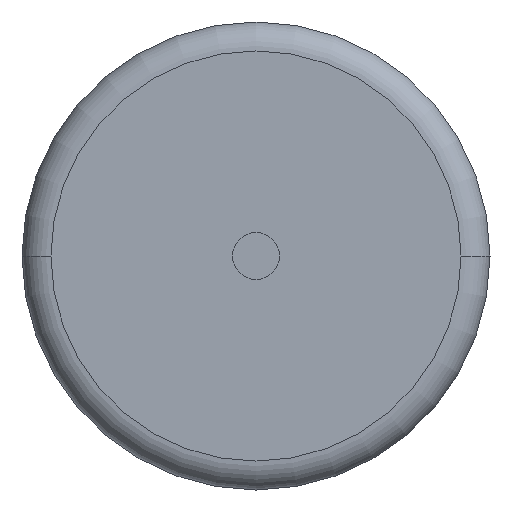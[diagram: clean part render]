
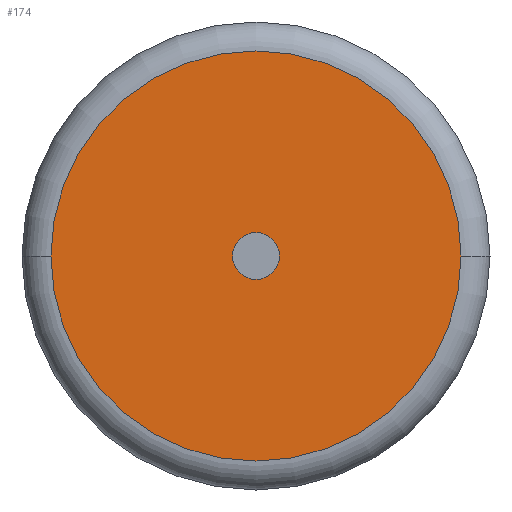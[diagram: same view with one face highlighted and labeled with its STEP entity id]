
A CAD part, left-side view. The second image highlights one B-rep face of the part: STEP entity #174.
In plain terms, the highlighted planar face has unit normal (-1, 0, 0).
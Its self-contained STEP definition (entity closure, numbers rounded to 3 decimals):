
#1=CARTESIAN_POINT('',(0.,0.,0.));
#2=DIRECTION('',(-1.,0.,0.));
#3=DIRECTION('',(0.,0.,1.));
#4=AXIS2_PLACEMENT_3D('',#1,#2,#3);
#6=CARTESIAN_POINT('',(0.,0.,0.));
#7=DIRECTION('',(-1.,0.,0.));
#8=DIRECTION('',(0.,0.,-1.));
#9=AXIS2_PLACEMENT_3D('',#6,#7,#8);
#11=CARTESIAN_POINT('',(0.,0.,0.));
#12=DIRECTION('',(-1.,0.,0.));
#13=DIRECTION('',(0.,1.,0.));
#14=AXIS2_PLACEMENT_3D('',#11,#12,#13);
#16=CARTESIAN_POINT('',(0.,0.,0.));
#17=DIRECTION('',(-1.,0.,0.));
#18=DIRECTION('',(0.,-1.,0.));
#19=AXIS2_PLACEMENT_3D('',#16,#17,#18);
#137=CARTESIAN_POINT('',(0.,0.,0.275));
#138=CARTESIAN_POINT('',(0.,0.,-0.275));
#139=VERTEX_POINT('',#137);
#140=VERTEX_POINT('',#138);
#149=CARTESIAN_POINT('',(0.,2.41,0.));
#150=CARTESIAN_POINT('',(0.,-2.41,0.));
#151=VERTEX_POINT('',#149);
#152=VERTEX_POINT('',#150);
#157=CARTESIAN_POINT('',(0.,0.,0.));
#158=DIRECTION('',(1.,0.,0.));
#159=DIRECTION('',(0.,-1.,0.));
#160=AXIS2_PLACEMENT_3D('',#157,#158,#159);
#161=PLANE('',#160);
#163=ORIENTED_EDGE('',*,*,#162,.F.);
#165=ORIENTED_EDGE('',*,*,#164,.F.);
#166=EDGE_LOOP('',(#163,#165));
#167=FACE_OUTER_BOUND('',#166,.F.);
#169=ORIENTED_EDGE('',*,*,#168,.T.);
#171=ORIENTED_EDGE('',*,*,#170,.T.);
#172=EDGE_LOOP('',(#169,#171));
#173=FACE_BOUND('',#172,.F.);
#174=ADVANCED_FACE('',(#167,#173),#161,.F.);
#5=CIRCLE('',#4,0.275);
#10=CIRCLE('',#9,0.275);
#15=CIRCLE('',#14,2.41);
#20=CIRCLE('',#19,2.41);
#162=EDGE_CURVE('',#151,#152,#15,.T.);
#164=EDGE_CURVE('',#152,#151,#20,.T.);
#168=EDGE_CURVE('',#139,#140,#5,.T.);
#170=EDGE_CURVE('',#140,#139,#10,.T.);
